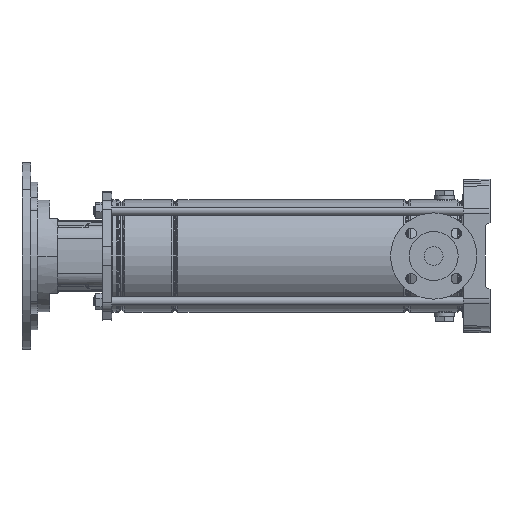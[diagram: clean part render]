
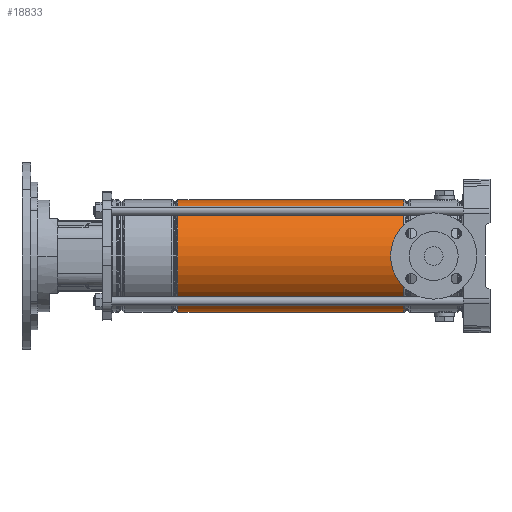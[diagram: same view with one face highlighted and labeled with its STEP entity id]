
A CAD part, left-side view. The second image highlights one B-rep face of the part: STEP entity #18833.
In plain terms, the highlighted cylindrical face has radius 74.9 mm (diameter 149.8 mm), a partial arc.
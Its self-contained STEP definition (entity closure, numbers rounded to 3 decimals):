
#1553 = CIRCLE ( 'NONE', #18470, 74.9 ) ;
#4406 = DIRECTION ( 'NONE',  ( 0., 0., -1. ) ) ;
#4823 = DIRECTION ( 'NONE',  ( 1., 0., 0. ) ) ;
#5069 = AXIS2_PLACEMENT_3D ( 'NONE', #11793, #25546, #4823 ) ;
#6318 = DIRECTION ( 'NONE',  ( -1., 0., 0. ) ) ;
#6442 = ORIENTED_EDGE ( 'NONE', *, *, #16524, .F. ) ;
#6635 = FACE_OUTER_BOUND ( 'NONE', #12772, .T. ) ;
#7849 = VECTOR ( 'NONE', #27458, 1000. ) ;
#8729 = DIRECTION ( 'NONE',  ( 0., 0., 1. ) ) ;
#10398 = CIRCLE ( 'NONE', #5069, 74.9 ) ;
#10514 = EDGE_CURVE ( 'NONE', #16241, #20993, #1553, .T. ) ;
#10987 = LINE ( 'NONE', #15946, #7849 ) ;
#11308 = CARTESIAN_POINT ( 'NONE',  ( 0., 0., 0. ) ) ;
#11793 = CARTESIAN_POINT ( 'NONE',  ( 0., 0., 388.221 ) ) ;
#12254 = ORIENTED_EDGE ( 'NONE', *, *, #12743, .T. ) ;
#12743 = EDGE_CURVE ( 'NONE', #15326, #16241, #10987, .T. ) ;
#12772 = EDGE_LOOP ( 'NONE', ( #17271, #12254, #25079, #6442 ) ) ;
#15326 = VERTEX_POINT ( 'NONE', #18032 ) ;
#15946 = CARTESIAN_POINT ( 'NONE',  ( 74.9, 0., 0. ) ) ;
#16241 = VERTEX_POINT ( 'NONE', #19118 ) ;
#16319 = VECTOR ( 'NONE', #4406, 1000. ) ;
#16524 = EDGE_CURVE ( 'NONE', #22038, #20993, #24686, .T. ) ;
#17271 = ORIENTED_EDGE ( 'NONE', *, *, #18097, .T. ) ;
#18032 = CARTESIAN_POINT ( 'NONE',  ( 74.9, 0., 388.221 ) ) ;
#18097 = EDGE_CURVE ( 'NONE', #22038, #15326, #10398, .T. ) ;
#18470 = AXIS2_PLACEMENT_3D ( 'NONE', #22508, #8729, #22340 ) ;
#18638 = AXIS2_PLACEMENT_3D ( 'NONE', #11308, #27040, #6318 ) ;
#18833 = ADVANCED_FACE ( 'NONE', ( #6635 ), #24064, .T. ) ;
#19118 = CARTESIAN_POINT ( 'NONE',  ( 74.9, 0., 87.279 ) ) ;
#20166 = CARTESIAN_POINT ( 'NONE',  ( -74.9, 0., 0. ) ) ;
#20993 = VERTEX_POINT ( 'NONE', #27864 ) ;
#22038 = VERTEX_POINT ( 'NONE', #22335 ) ;
#22335 = CARTESIAN_POINT ( 'NONE',  ( -74.9, 0., 388.221 ) ) ;
#22340 = DIRECTION ( 'NONE',  ( 1., 0., 0. ) ) ;
#22508 = CARTESIAN_POINT ( 'NONE',  ( 0., 0., 87.279 ) ) ;
#24064 = CYLINDRICAL_SURFACE ( 'NONE', #18638, 74.9 ) ;
#24686 = LINE ( 'NONE', #20166, #16319 ) ;
#25079 = ORIENTED_EDGE ( 'NONE', *, *, #10514, .T. ) ;
#25546 = DIRECTION ( 'NONE',  ( 0., 0., -1. ) ) ;
#27040 = DIRECTION ( 'NONE',  ( 0., 0., -1. ) ) ;
#27458 = DIRECTION ( 'NONE',  ( 0., 0., -1. ) ) ;
#27864 = CARTESIAN_POINT ( 'NONE',  ( -74.9, 0., 87.279 ) ) ;
